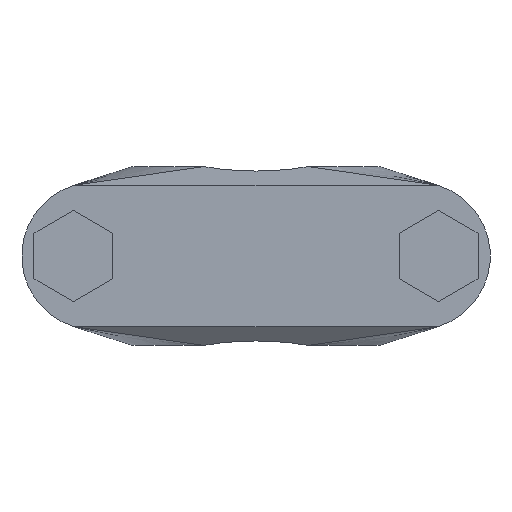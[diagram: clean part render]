
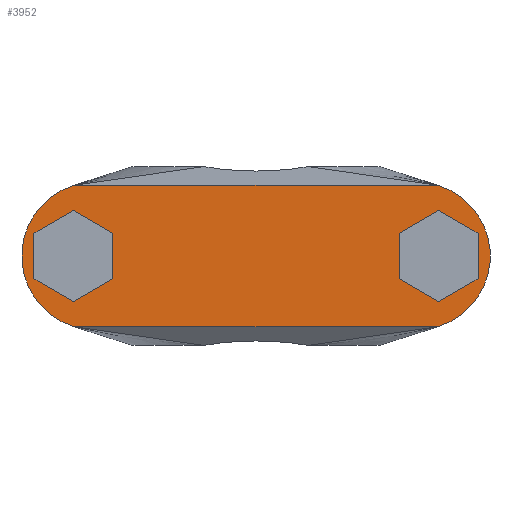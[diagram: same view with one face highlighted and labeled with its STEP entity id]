
A CAD part, front view. The second image highlights one B-rep face of the part: STEP entity #3952.
In plain terms, the highlighted planar face has unit normal (0, -1, 0).
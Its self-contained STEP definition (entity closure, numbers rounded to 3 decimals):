
#11 = CARTESIAN_POINT ( 'NONE',  ( 19.304, -13.995, 3.08 ) ) ;
#59 = CARTESIAN_POINT ( 'NONE',  ( -29.972, -13.995, -3.08 ) ) ;
#82 = DIRECTION ( 'NONE',  ( 0., 0., -1. ) ) ;
#117 = DIRECTION ( 'NONE',  ( -0.866, 0., -0.5 ) ) ;
#145 = LINE ( 'NONE', #3383, #7464 ) ;
#155 = ORIENTED_EDGE ( 'NONE', *, *, #992, .T. ) ;
#202 = VECTOR ( 'NONE', #5491, 1000. ) ;
#230 = EDGE_CURVE ( 'NONE', #1956, #8795, #5990, .T. ) ;
#405 = EDGE_CURVE ( 'NONE', #1574, #5124, #6978, .T. ) ;
#421 = VERTEX_POINT ( 'NONE', #7021 ) ;
#489 = ORIENTED_EDGE ( 'NONE', *, *, #8282, .F. ) ;
#642 = VERTEX_POINT ( 'NONE', #1513 ) ;
#685 = EDGE_LOOP ( 'NONE', ( #2937, #8902, #4881, #5192, #5174, #6778 ) ) ;
#729 = VERTEX_POINT ( 'NONE', #2227 ) ;
#806 = AXIS2_PLACEMENT_3D ( 'NONE', #1013, #3181, #8152 ) ;
#831 = EDGE_CURVE ( 'NONE', #642, #421, #3968, .T. ) ;
#890 = DIRECTION ( 'NONE',  ( -0.866, 0., -0.5 ) ) ;
#958 = VECTOR ( 'NONE', #6080, 1000. ) ;
#992 = EDGE_CURVE ( 'NONE', #421, #2594, #1624, .T. ) ;
#1013 = CARTESIAN_POINT ( 'NONE',  ( -21.641, -13.995, 0. ) ) ;
#1104 = EDGE_CURVE ( 'NONE', #729, #2071, #6649, .T. ) ;
#1161 = CARTESIAN_POINT ( 'NONE',  ( 24.638, -13.995, -6.159 ) ) ;
#1200 = VERTEX_POINT ( 'NONE', #8319 ) ;
#1206 = LINE ( 'NONE', #3283, #6480 ) ;
#1258 = AXIS2_PLACEMENT_3D ( 'NONE', #7604, #3340, #8303 ) ;
#1317 = LINE ( 'NONE', #9119, #7443 ) ;
#1444 = CARTESIAN_POINT ( 'NONE',  ( 29.972, -13.995, 3.08 ) ) ;
#1513 = CARTESIAN_POINT ( 'NONE',  ( -24.627, -13.995, -9.525 ) ) ;
#1574 = VERTEX_POINT ( 'NONE', #1444 ) ;
#1624 = CIRCLE ( 'NONE', #3106, 9.982 ) ;
#1649 = DIRECTION ( 'NONE',  ( -0.866, 0., 0.5 ) ) ;
#1667 = FACE_BOUND ( 'NONE', #685, .T. ) ;
#1750 = EDGE_CURVE ( 'NONE', #8740, #729, #6658, .T. ) ;
#1836 = CARTESIAN_POINT ( 'NONE',  ( -29.972, -13.995, -3.08 ) ) ;
#1945 = VECTOR ( 'NONE', #5446, 1000. ) ;
#1956 = VERTEX_POINT ( 'NONE', #7423 ) ;
#1975 = LINE ( 'NONE', #8617, #3679 ) ;
#2044 = ORIENTED_EDGE ( 'NONE', *, *, #831, .T. ) ;
#2071 = VERTEX_POINT ( 'NONE', #1836 ) ;
#2227 = CARTESIAN_POINT ( 'NONE',  ( -29.972, -13.995, 3.08 ) ) ;
#2407 = EDGE_CURVE ( 'NONE', #7133, #8740, #6762, .T. ) ;
#2506 = VECTOR ( 'NONE', #3653, 1000. ) ;
#2509 = CARTESIAN_POINT ( 'NONE',  ( -19.304, -13.995, -3.08 ) ) ;
#2582 = EDGE_CURVE ( 'NONE', #5979, #7133, #4443, .T. ) ;
#2594 = VERTEX_POINT ( 'NONE', #5719 ) ;
#2611 = CARTESIAN_POINT ( 'NONE',  ( -24.627, -13.995, 9.525 ) ) ;
#2641 = CARTESIAN_POINT ( 'NONE',  ( 24.638, -13.995, 6.159 ) ) ;
#2769 = VECTOR ( 'NONE', #7447, 1000. ) ;
#2847 = EDGE_CURVE ( 'NONE', #2594, #4088, #6095, .T. ) ;
#2935 = CARTESIAN_POINT ( 'NONE',  ( -19.304, -13.995, -3.08 ) ) ;
#2937 = ORIENTED_EDGE ( 'NONE', *, *, #405, .F. ) ;
#2994 = EDGE_LOOP ( 'NONE', ( #489, #9142, #3433, #7325, #3012, #5827 ) ) ;
#3012 = ORIENTED_EDGE ( 'NONE', *, *, #2407, .F. ) ;
#3106 = AXIS2_PLACEMENT_3D ( 'NONE', #8586, #4350, #82 ) ;
#3181 = DIRECTION ( 'NONE',  ( 0., -1., 0. ) ) ;
#3257 = CARTESIAN_POINT ( 'NONE',  ( 24.627, -13.995, 9.525 ) ) ;
#3283 = CARTESIAN_POINT ( 'NONE',  ( -24.638, -13.995, -6.159 ) ) ;
#3299 = EDGE_LOOP ( 'NONE', ( #3309, #2044, #155, #8648 ) ) ;
#3309 = ORIENTED_EDGE ( 'NONE', *, *, #4033, .T. ) ;
#3339 = FACE_OUTER_BOUND ( 'NONE', #3299, .T. ) ;
#3340 = DIRECTION ( 'NONE',  ( 0., -1., 0. ) ) ;
#3383 = CARTESIAN_POINT ( 'NONE',  ( 29.972, -13.995, 3.08 ) ) ;
#3412 = VECTOR ( 'NONE', #8432, 1000. ) ;
#3430 = VERTEX_POINT ( 'NONE', #6923 ) ;
#3433 = ORIENTED_EDGE ( 'NONE', *, *, #1104, .F. ) ;
#3474 = CARTESIAN_POINT ( 'NONE',  ( 24.638, -13.995, 6.159 ) ) ;
#3653 = DIRECTION ( 'NONE',  ( 0., 0., 1. ) ) ;
#3679 = VECTOR ( 'NONE', #117, 1000. ) ;
#3821 = VERTEX_POINT ( 'NONE', #11 ) ;
#3952 = ADVANCED_FACE ( 'NONE', ( #5255, #3339, #1667 ), #7451, .T. ) ;
#3968 = LINE ( 'NONE', #7200, #202 ) ;
#3978 = DIRECTION ( 'NONE',  ( -1., 0., 0. ) ) ;
#4012 = DIRECTION ( 'NONE',  ( 0.866, 0., 0.5 ) ) ;
#4033 = EDGE_CURVE ( 'NONE', #4088, #642, #5040, .T. ) ;
#4038 = CARTESIAN_POINT ( 'NONE',  ( -24.638, -13.995, 6.159 ) ) ;
#4088 = VERTEX_POINT ( 'NONE', #2611 ) ;
#4350 = DIRECTION ( 'NONE',  ( 0., -1., 0. ) ) ;
#4383 = CARTESIAN_POINT ( 'NONE',  ( -29.972, -13.995, 3.08 ) ) ;
#4443 = LINE ( 'NONE', #2935, #2506 ) ;
#4593 = CARTESIAN_POINT ( 'NONE',  ( -24.638, -13.995, 6.159 ) ) ;
#4666 = LINE ( 'NONE', #7390, #2769 ) ;
#4748 = EDGE_CURVE ( 'NONE', #2071, #3430, #8881, .T. ) ;
#4829 = DIRECTION ( 'NONE',  ( 0., 0., 1. ) ) ;
#4872 = VECTOR ( 'NONE', #1649, 1000. ) ;
#4881 = ORIENTED_EDGE ( 'NONE', *, *, #8860, .F. ) ;
#5040 = CIRCLE ( 'NONE', #1258, 9.982 ) ;
#5124 = VERTEX_POINT ( 'NONE', #2641 ) ;
#5174 = ORIENTED_EDGE ( 'NONE', *, *, #8768, .F. ) ;
#5192 = ORIENTED_EDGE ( 'NONE', *, *, #230, .F. ) ;
#5216 = CARTESIAN_POINT ( 'NONE',  ( -19.304, -13.995, 3.08 ) ) ;
#5255 = FACE_BOUND ( 'NONE', #2994, .T. ) ;
#5446 = DIRECTION ( 'NONE',  ( 0.866, 0., -0.5 ) ) ;
#5491 = DIRECTION ( 'NONE',  ( 1., 0., 0. ) ) ;
#5562 = EDGE_CURVE ( 'NONE', #1200, #1574, #145, .T. ) ;
#5719 = CARTESIAN_POINT ( 'NONE',  ( 24.627, -13.995, 9.525 ) ) ;
#5827 = ORIENTED_EDGE ( 'NONE', *, *, #2582, .F. ) ;
#5979 = VERTEX_POINT ( 'NONE', #2509 ) ;
#5990 = LINE ( 'NONE', #1161, #1945 ) ;
#6080 = DIRECTION ( 'NONE',  ( 0., 0., -1. ) ) ;
#6095 = LINE ( 'NONE', #3257, #7758 ) ;
#6316 = CARTESIAN_POINT ( 'NONE',  ( 24.638, -13.995, -6.159 ) ) ;
#6478 = DIRECTION ( 'NONE',  ( 0.866, 0., -0.5 ) ) ;
#6480 = VECTOR ( 'NONE', #4012, 1000. ) ;
#6649 = LINE ( 'NONE', #4383, #958 ) ;
#6658 = LINE ( 'NONE', #4593, #8750 ) ;
#6762 = LINE ( 'NONE', #5216, #4872 ) ;
#6778 = ORIENTED_EDGE ( 'NONE', *, *, #8625, .F. ) ;
#6794 = VECTOR ( 'NONE', #6478, 1000. ) ;
#6923 = CARTESIAN_POINT ( 'NONE',  ( -24.638, -13.995, -6.159 ) ) ;
#6978 = LINE ( 'NONE', #3474, #3412 ) ;
#7021 = CARTESIAN_POINT ( 'NONE',  ( 24.627, -13.995, -9.525 ) ) ;
#7133 = VERTEX_POINT ( 'NONE', #8722 ) ;
#7200 = CARTESIAN_POINT ( 'NONE',  ( -24.627, -13.995, -9.525 ) ) ;
#7325 = ORIENTED_EDGE ( 'NONE', *, *, #1750, .F. ) ;
#7390 = CARTESIAN_POINT ( 'NONE',  ( 29.972, -13.995, -3.08 ) ) ;
#7423 = CARTESIAN_POINT ( 'NONE',  ( 19.304, -13.995, -3.08 ) ) ;
#7443 = VECTOR ( 'NONE', #8277, 1000. ) ;
#7447 = DIRECTION ( 'NONE',  ( 0.866, 0., 0.5 ) ) ;
#7451 = PLANE ( 'NONE',  #806 ) ;
#7464 = VECTOR ( 'NONE', #4829, 1000. ) ;
#7604 = CARTESIAN_POINT ( 'NONE',  ( -21.641, -13.995, 0. ) ) ;
#7758 = VECTOR ( 'NONE', #3978, 1000. ) ;
#8152 = DIRECTION ( 'NONE',  ( 0., 0., -1. ) ) ;
#8277 = DIRECTION ( 'NONE',  ( 0., 0., -1. ) ) ;
#8282 = EDGE_CURVE ( 'NONE', #3430, #5979, #1206, .T. ) ;
#8303 = DIRECTION ( 'NONE',  ( 0., 0., -1. ) ) ;
#8319 = CARTESIAN_POINT ( 'NONE',  ( 29.972, -13.995, -3.08 ) ) ;
#8432 = DIRECTION ( 'NONE',  ( -0.866, 0., 0.5 ) ) ;
#8586 = CARTESIAN_POINT ( 'NONE',  ( 21.641, -13.995, 0. ) ) ;
#8617 = CARTESIAN_POINT ( 'NONE',  ( 19.304, -13.995, 3.08 ) ) ;
#8625 = EDGE_CURVE ( 'NONE', #5124, #3821, #1975, .T. ) ;
#8648 = ORIENTED_EDGE ( 'NONE', *, *, #2847, .T. ) ;
#8722 = CARTESIAN_POINT ( 'NONE',  ( -19.304, -13.995, 3.08 ) ) ;
#8740 = VERTEX_POINT ( 'NONE', #4038 ) ;
#8750 = VECTOR ( 'NONE', #890, 1000. ) ;
#8768 = EDGE_CURVE ( 'NONE', #3821, #1956, #1317, .T. ) ;
#8795 = VERTEX_POINT ( 'NONE', #6316 ) ;
#8860 = EDGE_CURVE ( 'NONE', #8795, #1200, #4666, .T. ) ;
#8881 = LINE ( 'NONE', #59, #6794 ) ;
#8902 = ORIENTED_EDGE ( 'NONE', *, *, #5562, .F. ) ;
#9119 = CARTESIAN_POINT ( 'NONE',  ( 19.304, -13.995, -3.08 ) ) ;
#9142 = ORIENTED_EDGE ( 'NONE', *, *, #4748, .F. ) ;
